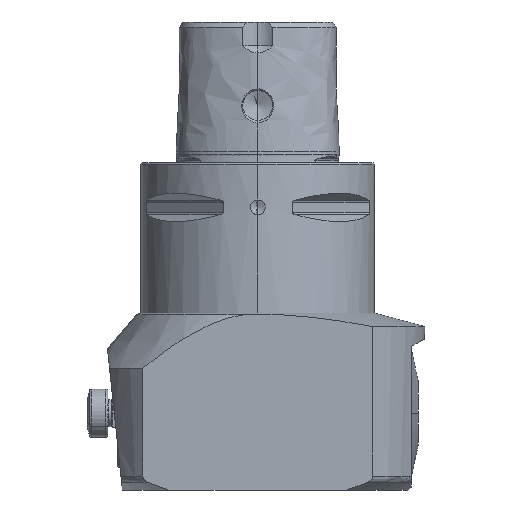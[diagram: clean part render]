
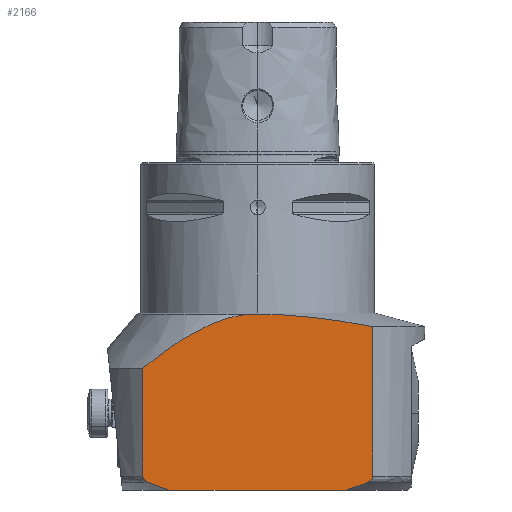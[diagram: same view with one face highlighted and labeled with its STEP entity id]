
A CAD part, front view. The second image highlights one B-rep face of the part: STEP entity #2166.
In plain terms, the highlighted planar face has unit normal (0, -1, 0).
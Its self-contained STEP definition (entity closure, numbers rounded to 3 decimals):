
#1156=EDGE_CURVE('NONE',#2548,#2012,#3395,.F.);
#1184=EDGE_CURVE('NONE',#1886,#1758,#3424,.F.);
#1230=VERTEX_POINT('NONE',#3473);
#1310=VERTEX_POINT('NONE',#3560);
#1590=EDGE_CURVE('NONE',#1752,#1310,#3873,.F.);
#1614=EDGE_CURVE('NONE',#2242,#1230,#3902,.T.);
#1752=VERTEX_POINT('NONE',#4053);
#1758=VERTEX_POINT('NONE',#4059);
#1874=EDGE_CURVE('NONE',#1946,#1230,#4191,.F.);
#1886=VERTEX_POINT('NONE',#4203);
#1946=VERTEX_POINT('NONE',#4270);
#2012=VERTEX_POINT('NONE',#4343);
#2166=ADVANCED_FACE('NONE',(#4512),#4513,.F.);
#2176=EDGE_CURVE('NONE',#2548,#3348,#4524,.F.);
#2242=VERTEX_POINT('NONE',#4598);
#2326=EDGE_CURVE('NONE',#1758,#1946,#4691,.T.);
#2362=EDGE_CURVE('NONE',#2242,#2012,#4732,.F.);
#2548=VERTEX_POINT('NONE',#4936);
#2786=EDGE_CURVE('NONE',#1886,#1310,#5204,.T.);
#3228=EDGE_CURVE('NONE',#3348,#1752,#5703,.F.);
#3348=VERTEX_POINT('NONE',#5838);
#3395=(B_SPLINE_CURVE(2,(#5887,#5888,#5889),.UNSPECIFIED.,.F.,.F.)B_SPLINE_CURVE_WITH_KNOTS((3,3),(1.223,31.837),.UNSPECIFIED.)RATIONAL_B_SPLINE_CURVE((1.014,1.182,1.203))BOUNDED_CURVE()REPRESENTATION_ITEM('')GEOMETRIC_REPRESENTATION_ITEM()CURVE());
#3424=(B_SPLINE_CURVE(2,(#5977,#5978,#5979),.UNSPECIFIED.,.F.,.F.)B_SPLINE_CURVE_WITH_KNOTS((3,3),(4.427,10.276),.UNSPECIFIED.)RATIONAL_B_SPLINE_CURVE((1.005,1.007,1.004))BOUNDED_CURVE()REPRESENTATION_ITEM('')GEOMETRIC_REPRESENTATION_ITEM()CURVE());
#3473=CARTESIAN_POINT('',(-29.523,-32.625,-86.179));
#3560=CARTESIAN_POINT('',(30.994,-32.625,-84.447));
#3873=LINE('',#8242,#8243);
#3902=B_SPLINE_CURVE_WITH_KNOTS('',3,(#8281,#8282,#8283,#8284,#8285,#8286,#8287,#8288,#8289,#8290,#8291,#8292,#8293,#8294,#8295,#8296,#8297,#8298,#8299,#8300,#8301,#8302,#8303,#8304,#8305,#8306,#8307),.UNSPECIFIED.,.F.,.F.,(4,2,2,2,3,2,2,2,2,2,2,2,4),(-1.445,-1.048,-0.651,-0.325,0.0,0.325,0.651,1.048,1.445,1.952,2.459,3.095,3.732),.UNSPECIFIED.);
#4053=CARTESIAN_POINT('',(30.994,-32.625,-44.117));
#4059=CARTESIAN_POINT('',(23.997,-32.625,-88.2));
#4191=(B_SPLINE_CURVE(2,(#9103,#9104,#9105),.UNSPECIFIED.,.F.,.F.)B_SPLINE_CURVE_WITH_KNOTS((3,3),(3.133,8.982),.UNSPECIFIED.)RATIONAL_B_SPLINE_CURVE((1.004,1.007,1.005))BOUNDED_CURVE()REPRESENTATION_ITEM('')GEOMETRIC_REPRESENTATION_ITEM()CURVE());
#4203=CARTESIAN_POINT('',(29.523,-32.625,-86.179));
#4270=CARTESIAN_POINT('',(-23.997,-32.625,-88.2));
#4343=CARTESIAN_POINT('',(-30.994,-32.625,-55.397));
#4512=FACE_OUTER_BOUND('',#11176,.T.);
#4513=PLANE('',#11177);
#4524=(B_SPLINE_CURVE(2,(#11192,#11193,#11194),.UNSPECIFIED.,.F.,.F.)B_SPLINE_CURVE_WITH_KNOTS((3,3),(18.547,22.078),.UNSPECIFIED.)RATIONAL_B_SPLINE_CURVE((1.075,1.075,1.072))BOUNDED_CURVE()REPRESENTATION_ITEM('')GEOMETRIC_REPRESENTATION_ITEM()CURVE());
#4598=CARTESIAN_POINT('',(-30.994,-32.625,-84.447));
#4691=LINE('',#11571,#11572);
#4732=LINE('',#11792,#11793);
#4936=CARTESIAN_POINT('',(-3.286,-32.625,-40.846));
#5204=B_SPLINE_CURVE_WITH_KNOTS('',3,(#12703,#12704,#12705,#12706,#12707,#12708,#12709,#12710,#12711,#12712,#12713,#12714,#12715,#12716,#12717,#12718,#12719,#12720,#12721,#12722,#12723,#12724,#12725,#12726,#12727,#12728,#12729),.UNSPECIFIED.,.F.,.F.,(4,2,2,2,2,2,2,2,3,2,2,2,4),(-3.732,-3.095,-2.459,-1.952,-1.445,-1.048,-0.651,-0.325,0.0,0.325,0.651,1.048,1.445),.UNSPECIFIED.);
#5703=(B_SPLINE_CURVE(2,(#15365,#15366,#15367),.UNSPECIFIED.,.F.,.F.)B_SPLINE_CURVE_WITH_KNOTS((3,3),(4.671,37.792),.UNSPECIFIED.)RATIONAL_B_SPLINE_CURVE((1.061,1.262,1.262))BOUNDED_CURVE()REPRESENTATION_ITEM('')GEOMETRIC_REPRESENTATION_ITEM()CURVE());
#5838=CARTESIAN_POINT('',(0.,-32.625,-40.801));
#5887=CARTESIAN_POINT('',(-30.994,-32.625,-55.397));
#5888=CARTESIAN_POINT('',(-14.965,-32.625,-42.24));
#5889=CARTESIAN_POINT('',(-3.286,-32.625,-40.846));
#5977=CARTESIAN_POINT('',(23.997,-32.625,-88.2));
#5978=CARTESIAN_POINT('',(26.646,-32.625,-87.294));
#5979=CARTESIAN_POINT('',(29.523,-32.625,-86.179));
#8242=CARTESIAN_POINT('',(30.994,-32.625,6.206));
#8243=VECTOR('',#16294,1.0);
#8281=CARTESIAN_POINT('',(-30.292,-32.625,-83.147));
#8282=CARTESIAN_POINT('',(-30.395,-32.625,-83.229));
#8283=CARTESIAN_POINT('',(-30.502,-32.625,-83.328));
#8284=CARTESIAN_POINT('',(-30.689,-32.625,-83.547));
#8285=CARTESIAN_POINT('',(-30.77,-32.625,-83.667));
#8286=CARTESIAN_POINT('',(-30.879,-32.625,-83.882));
#8287=CARTESIAN_POINT('',(-30.923,-32.625,-83.993));
#8288=CARTESIAN_POINT('',(-30.98,-32.625,-84.221));
#8289=CARTESIAN_POINT('',(-30.994,-32.625,-84.339));
#8290=CARTESIAN_POINT('',(-30.994,-32.625,-84.447));
#8291=CARTESIAN_POINT('',(-30.994,-32.625,-84.556));
#8292=CARTESIAN_POINT('',(-30.98,-32.625,-84.673));
#8293=CARTESIAN_POINT('',(-30.923,-32.625,-84.902));
#8294=CARTESIAN_POINT('',(-30.879,-32.625,-85.013));
#8295=CARTESIAN_POINT('',(-30.77,-32.625,-85.227));
#8296=CARTESIAN_POINT('',(-30.689,-32.625,-85.347));
#8297=CARTESIAN_POINT('',(-30.502,-32.625,-85.566));
#8298=CARTESIAN_POINT('',(-30.395,-32.625,-85.665));
#8299=CARTESIAN_POINT('',(-30.159,-32.625,-85.853));
#8300=CARTESIAN_POINT('',(-30.004,-32.625,-85.953));
#8301=CARTESIAN_POINT('',(-29.675,-32.625,-86.122));
#8302=CARTESIAN_POINT('',(-29.503,-32.625,-86.191));
#8303=CARTESIAN_POINT('',(-29.141,-32.625,-86.31));
#8304=CARTESIAN_POINT('',(-28.914,-32.625,-86.363));
#8305=CARTESIAN_POINT('',(-28.456,-32.625,-86.432));
#8306=CARTESIAN_POINT('',(-28.223,-32.625,-86.447));
#8307=CARTESIAN_POINT('',(-28.011,-32.625,-86.447));
#9103=CARTESIAN_POINT('',(-29.523,-32.625,-86.179));
#9104=CARTESIAN_POINT('',(-26.646,-32.625,-87.294));
#9105=CARTESIAN_POINT('',(-23.997,-32.625,-88.2));
#11176=EDGE_LOOP('',(#16976,#16977,#16978,#16979,#16980,#16981,#16982,#16983,#16984,#16985));
#11177=AXIS2_PLACEMENT_3D('',#16986,#16987,#16988);
#11192=CARTESIAN_POINT('',(0.,-32.625,-40.801));
#11193=CARTESIAN_POINT('',(-1.639,-32.625,-40.801));
#11194=CARTESIAN_POINT('',(-3.286,-32.625,-40.846));
#11571=CARTESIAN_POINT('',(-2.25,-32.625,-88.2));
#11572=VECTOR('',#17191,1.0);
#11792=CARTESIAN_POINT('',(-30.994,-32.625,6.206));
#11793=VECTOR('',#17244,1.0);
#12703=CARTESIAN_POINT('',(28.011,-32.625,-86.447));
#12704=CARTESIAN_POINT('',(28.223,-32.625,-86.447));
#12705=CARTESIAN_POINT('',(28.456,-32.625,-86.432));
#12706=CARTESIAN_POINT('',(28.914,-32.625,-86.363));
#12707=CARTESIAN_POINT('',(29.141,-32.625,-86.31));
#12708=CARTESIAN_POINT('',(29.503,-32.625,-86.191));
#12709=CARTESIAN_POINT('',(29.675,-32.625,-86.122));
#12710=CARTESIAN_POINT('',(30.004,-32.625,-85.953));
#12711=CARTESIAN_POINT('',(30.159,-32.625,-85.853));
#12712=CARTESIAN_POINT('',(30.395,-32.625,-85.665));
#12713=CARTESIAN_POINT('',(30.502,-32.625,-85.566));
#12714=CARTESIAN_POINT('',(30.689,-32.625,-85.347));
#12715=CARTESIAN_POINT('',(30.77,-32.625,-85.227));
#12716=CARTESIAN_POINT('',(30.879,-32.625,-85.013));
#12717=CARTESIAN_POINT('',(30.923,-32.625,-84.902));
#12718=CARTESIAN_POINT('',(30.98,-32.625,-84.673));
#12719=CARTESIAN_POINT('',(30.994,-32.625,-84.556));
#12720=CARTESIAN_POINT('',(30.994,-32.625,-84.447));
#12721=CARTESIAN_POINT('',(30.994,-32.625,-84.339));
#12722=CARTESIAN_POINT('',(30.98,-32.625,-84.221));
#12723=CARTESIAN_POINT('',(30.923,-32.625,-83.993));
#12724=CARTESIAN_POINT('',(30.879,-32.625,-83.882));
#12725=CARTESIAN_POINT('',(30.77,-32.625,-83.667));
#12726=CARTESIAN_POINT('',(30.689,-32.625,-83.547));
#12727=CARTESIAN_POINT('',(30.502,-32.625,-83.328));
#12728=CARTESIAN_POINT('',(30.395,-32.625,-83.229));
#12729=CARTESIAN_POINT('',(30.292,-32.625,-83.147));
#15365=CARTESIAN_POINT('',(30.994,-32.625,-44.117));
#15366=CARTESIAN_POINT('',(13.026,-32.625,-40.801));
#15367=CARTESIAN_POINT('',(0.,-32.625,-40.801));
#16294=DIRECTION('',(0.0,-0.0,1.0));
#16976=ORIENTED_EDGE('',*,*,#2176,.F.);
#16977=ORIENTED_EDGE('',*,*,#1156,.T.);
#16978=ORIENTED_EDGE('',*,*,#2362,.F.);
#16979=ORIENTED_EDGE('',*,*,#1614,.T.);
#16980=ORIENTED_EDGE('',*,*,#1874,.F.);
#16981=ORIENTED_EDGE('',*,*,#2326,.F.);
#16982=ORIENTED_EDGE('',*,*,#1184,.F.);
#16983=ORIENTED_EDGE('',*,*,#2786,.T.);
#16984=ORIENTED_EDGE('',*,*,#1590,.F.);
#16985=ORIENTED_EDGE('',*,*,#3228,.F.);
#16986=CARTESIAN_POINT('',(-45.,-32.625,-90.5));
#16987=DIRECTION('',(0.,1.0,0.));
#16988=DIRECTION('',(0.,0.0,-1.0));
#17191=DIRECTION('',(-1.0,0.,0.0));
#17244=DIRECTION('',(0.0,0.0,-1.0));
